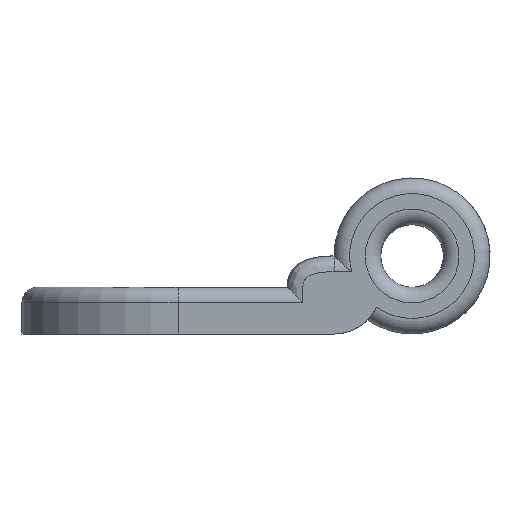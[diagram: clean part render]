
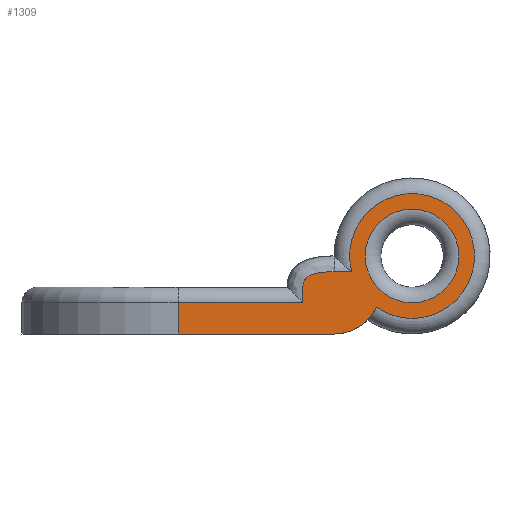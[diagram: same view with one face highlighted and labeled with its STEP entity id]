
A CAD part, left-side view. The second image highlights one B-rep face of the part: STEP entity #1309.
In plain terms, the highlighted planar face has unit normal (-1, 0, 0).
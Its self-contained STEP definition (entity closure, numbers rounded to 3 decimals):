
#80=FACE_BOUND('',#372,.T.);
#95=B_SPLINE_CURVE_WITH_KNOTS('',3,(#2089,#2090,#2091,#2092),
 .UNSPECIFIED.,.F.,.F.,(4,4),(0.252,0.352),
 .UNSPECIFIED.);
#96=B_SPLINE_CURVE_WITH_KNOTS('',3,(#2103,#2104,#2105,#2106,#2107,#2108,
#2109,#2110,#2111,#2112,#2113,#2114,#2115),.UNSPECIFIED.,.F.,.F.,(4,1,1,
1,1,1,1,1,1,1,4),(-0.252,-0.234,-0.216,
-0.198,-0.197,-0.189,-0.18,
-0.162,-0.144,-0.072,0.),
 .UNSPECIFIED.);
#158=LINE('',#2086,#217);
#159=LINE('',#2094,#218);
#160=LINE('',#2096,#219);
#161=LINE('',#2102,#220);
#217=VECTOR('',#1639,10.);
#218=VECTOR('',#1642,10.);
#219=VECTOR('',#1643,10.);
#220=VECTOR('',#1648,10.);
#260=PLANE('',#1429);
#282=FACE_OUTER_BOUND('',#371,.T.);
#371=EDGE_LOOP('',(#931,#932,#933,#934,#935,#936,#937,#938));
#372=EDGE_LOOP('',(#939));
#474=CIRCLE('',#1430,3.);
#475=CIRCLE('',#1431,4.);
#476=CIRCLE('',#1432,3.);
#571=VERTEX_POINT('',#2067);
#572=VERTEX_POINT('',#2071);
#573=VERTEX_POINT('',#2088);
#574=VERTEX_POINT('',#2093);
#575=VERTEX_POINT('',#2095);
#576=VERTEX_POINT('',#2097);
#577=VERTEX_POINT('',#2099);
#578=VERTEX_POINT('',#2101);
#579=VERTEX_POINT('',#2116);
#704=EDGE_CURVE('',#571,#572,#158,.T.);
#705=EDGE_CURVE('',#573,#572,#95,.T.);
#706=EDGE_CURVE('',#574,#571,#159,.T.);
#707=EDGE_CURVE('',#574,#575,#160,.T.);
#708=EDGE_CURVE('',#575,#576,#474,.T.);
#709=EDGE_CURVE('',#577,#576,#475,.T.);
#710=EDGE_CURVE('',#578,#577,#161,.T.);
#711=EDGE_CURVE('',#573,#578,#96,.T.);
#712=EDGE_CURVE('',#579,#579,#476,.T.);
#931=ORIENTED_EDGE('',*,*,#705,.T.);
#932=ORIENTED_EDGE('',*,*,#704,.F.);
#933=ORIENTED_EDGE('',*,*,#706,.F.);
#934=ORIENTED_EDGE('',*,*,#707,.T.);
#935=ORIENTED_EDGE('',*,*,#708,.T.);
#936=ORIENTED_EDGE('',*,*,#709,.F.);
#937=ORIENTED_EDGE('',*,*,#710,.F.);
#938=ORIENTED_EDGE('',*,*,#711,.F.);
#939=ORIENTED_EDGE('',*,*,#712,.F.);
#1309=ADVANCED_FACE('',(#282,#80),#260,.T.);
#1429=AXIS2_PLACEMENT_3D('',#2087,#1640,#1641);
#1430=AXIS2_PLACEMENT_3D('',#2098,#1644,#1645);
#1431=AXIS2_PLACEMENT_3D('',#2100,#1646,#1647);
#1432=AXIS2_PLACEMENT_3D('',#2117,#1649,#1650);
#1639=DIRECTION('',(0.,-1.,0.));
#1640=DIRECTION('center_axis',(-1.,0.,0.));
#1641=DIRECTION('ref_axis',(0.,-1.,0.));
#1642=DIRECTION('',(0.,0.,1.));
#1643=DIRECTION('',(0.,-1.,0.));
#1644=DIRECTION('center_axis',(-1.,0.,0.));
#1645=DIRECTION('ref_axis',(0.,1.,0.));
#1646=DIRECTION('center_axis',(1.,0.,0.));
#1647=DIRECTION('ref_axis',(0.,-0.836,0.549));
#1648=DIRECTION('',(0.,-1.,0.));
#1649=DIRECTION('center_axis',(-1.,0.,0.));
#1650=DIRECTION('ref_axis',(0.,-1.,0.));
#2067=CARTESIAN_POINT('',(261.25,-350.,312.898));
#2071=CARTESIAN_POINT('',(261.25,-358.,312.898));
#2086=CARTESIAN_POINT('',(261.25,-345.,312.898));
#2087=CARTESIAN_POINT('Origin',(261.25,-340.,310.898));
#2088=CARTESIAN_POINT('',(261.25,-358.,313.898));
#2089=CARTESIAN_POINT('Ctrl Pts',(261.25,-358.,313.898));
#2090=CARTESIAN_POINT('Ctrl Pts',(261.25,-358.,313.564));
#2091=CARTESIAN_POINT('Ctrl Pts',(261.25,-358.,313.231));
#2092=CARTESIAN_POINT('Ctrl Pts',(261.25,-358.,312.898));
#2093=CARTESIAN_POINT('',(261.25,-350.,310.898));
#2094=CARTESIAN_POINT('',(261.25,-350.,310.898));
#2095=CARTESIAN_POINT('',(261.25,-360.,310.898));
#2096=CARTESIAN_POINT('',(261.25,-340.,310.898));
#2097=CARTESIAN_POINT('',(261.25,-362.713,312.616));
#2098=CARTESIAN_POINT('Origin',(261.25,-360.,313.898));
#2099=CARTESIAN_POINT('',(261.25,-361.126,314.9));
#2100=CARTESIAN_POINT('Origin',(261.25,-365.,315.898));
#2101=CARTESIAN_POINT('',(261.25,-360.,314.9));
#2102=CARTESIAN_POINT('',(261.25,-350.65,314.9));
#2103=CARTESIAN_POINT('Ctrl Pts',(261.25,-358.,313.898));
#2104=CARTESIAN_POINT('Ctrl Pts',(261.25,-358.,313.958));
#2105=CARTESIAN_POINT('Ctrl Pts',(261.25,-358.007,314.078));
#2106=CARTESIAN_POINT('Ctrl Pts',(261.25,-358.043,314.255));
#2107=CARTESIAN_POINT('Ctrl Pts',(261.25,-358.099,314.366));
#2108=CARTESIAN_POINT('Ctrl Pts',(261.25,-358.154,314.437));
#2109=CARTESIAN_POINT('Ctrl Pts',(261.25,-358.195,314.482));
#2110=CARTESIAN_POINT('Ctrl Pts',(261.25,-358.285,314.558));
#2111=CARTESIAN_POINT('Ctrl Pts',(261.25,-358.414,314.636));
#2112=CARTESIAN_POINT('Ctrl Pts',(261.25,-358.745,314.777));
#2113=CARTESIAN_POINT('Ctrl Pts',(261.25,-359.282,314.878));
#2114=CARTESIAN_POINT('Ctrl Pts',(261.25,-359.76,314.9));
#2115=CARTESIAN_POINT('Ctrl Pts',(261.25,-360.,314.9));
#2116=CARTESIAN_POINT('',(261.25,-365.,312.898));
#2117=CARTESIAN_POINT('Origin',(261.25,-365.,315.898));
